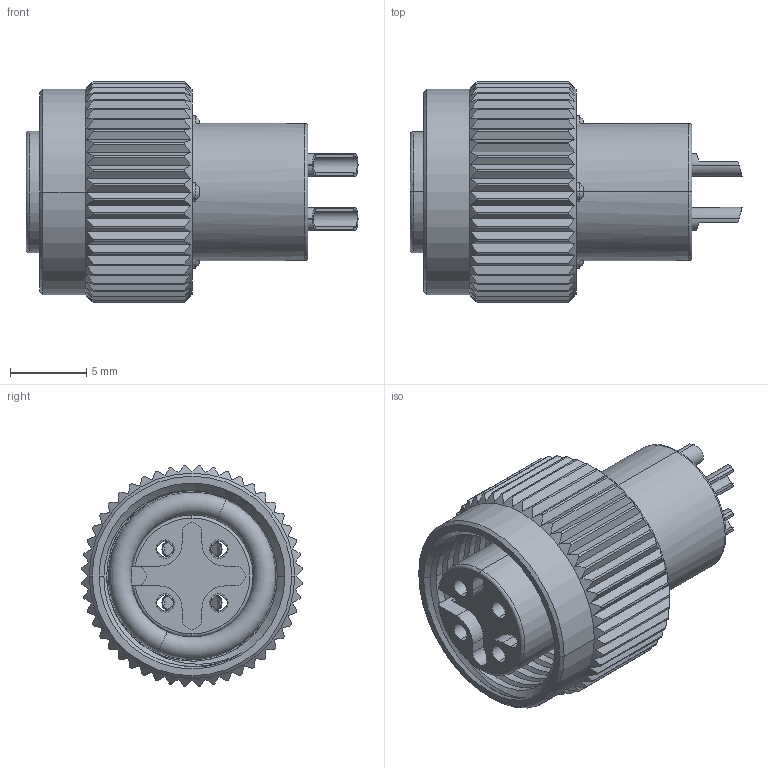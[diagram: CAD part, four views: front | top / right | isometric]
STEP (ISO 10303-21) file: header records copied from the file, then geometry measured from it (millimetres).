
FILE_DESCRIPTION (( 'STEP AP203' ), '1' );
FILE_NAME ('50-00966.STEP', '2020-10-15T16:03:07', ( '' ), ( '' ), 'SwSTEP 2.0', 'SolidWorks 2015', '' );
FILE_SCHEMA (( 'CONFIG_CONTROL_DESIGN' ));
Length unit declared in the file: millimetre
Products named in the file (5): 50-00966-01___; 50-00966; 50-00966-04___; 50-00966-03___; 50-00966-02___
Assembly tree (7 placements, depth 2):
  50-00966
    50-00966-01___
    50-00966-02___
    50-00966-03___  x4
    50-00966-04___
Bounding box: 21.8 x 14.48 x 14.48 mm (x, y, z)
Volume: 1582.7 mm3; surface area: 3003.1 mm2
Topology: 7 solids, 7 shells, 670 faces, 1809 edges, 1165 vertices
Faces by surface type: plane 269, cylinder 226, torus 81, cone 49, bspline 45
Entity records: 16503 total; most frequent: CARTESIAN_POINT 5905, ORIENTED_EDGE 2316, DIRECTION 1866, EDGE_CURVE 1158, VERTEX_POINT 757, AXIS2_PLACEMENT_3D 712, LINE 442, VECTOR 442
